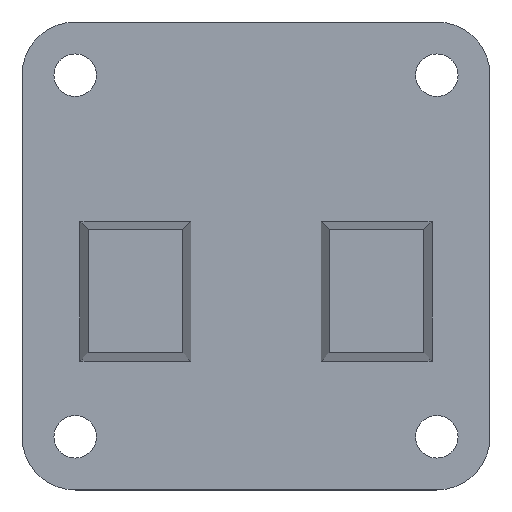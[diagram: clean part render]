
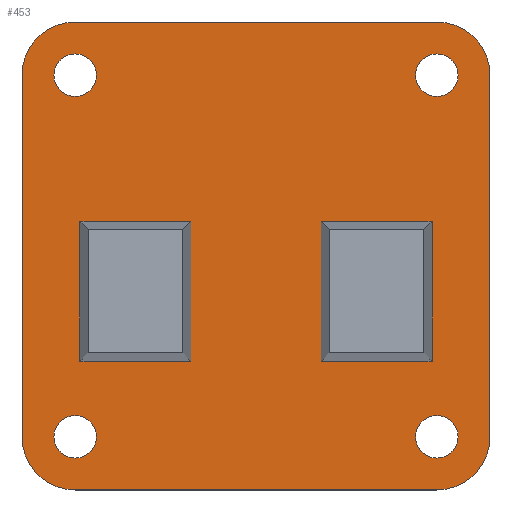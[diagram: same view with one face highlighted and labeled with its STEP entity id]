
A CAD part, top view. The second image highlights one B-rep face of the part: STEP entity #453.
In plain terms, the highlighted planar face has unit normal (0, 0, 1).
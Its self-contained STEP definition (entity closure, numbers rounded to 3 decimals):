
#15=FACE_BOUND('',#96,.T.);
#16=FACE_BOUND('',#97,.T.);
#17=FACE_BOUND('',#98,.T.);
#18=FACE_BOUND('',#99,.T.);
#19=FACE_BOUND('',#100,.T.);
#20=FACE_BOUND('',#101,.T.);
#25=CIRCLE('',#480,1.5);
#27=CIRCLE('',#483,1.5);
#29=CIRCLE('',#486,1.5);
#31=CIRCLE('',#489,1.5);
#34=CIRCLE('',#494,3.75);
#36=CIRCLE('',#498,3.75);
#38=CIRCLE('',#502,3.75);
#40=CIRCLE('',#506,3.75);
#71=FACE_OUTER_BOUND('',#95,.T.);
#95=EDGE_LOOP('',(#383,#384,#385,#386,#387,#388,#389,#390));
#96=EDGE_LOOP('',(#391,#392,#393,#394));
#97=EDGE_LOOP('',(#395,#396,#397,#398));
#98=EDGE_LOOP('',(#399));
#99=EDGE_LOOP('',(#400));
#100=EDGE_LOOP('',(#401));
#101=EDGE_LOOP('',(#402));
#107=LINE('',#639,#151);
#111=LINE('',#647,#155);
#114=LINE('',#653,#158);
#117=LINE('',#658,#161);
#119=LINE('',#664,#163);
#123=LINE('',#672,#167);
#126=LINE('',#678,#170);
#129=LINE('',#683,#173);
#137=LINE('',#717,#181);
#141=LINE('',#729,#185);
#145=LINE('',#741,#189);
#149=LINE('',#753,#193);
#151=VECTOR('',#513,10.);
#155=VECTOR('',#519,10.);
#158=VECTOR('',#524,10.);
#161=VECTOR('',#529,10.);
#163=VECTOR('',#535,10.);
#167=VECTOR('',#541,10.);
#170=VECTOR('',#546,10.);
#173=VECTOR('',#551,10.);
#181=VECTOR('',#587,10.);
#185=VECTOR('',#599,10.);
#189=VECTOR('',#611,10.);
#193=VECTOR('',#623,10.);
#195=VERTEX_POINT('',#637);
#196=VERTEX_POINT('',#638);
#199=VERTEX_POINT('',#646);
#201=VERTEX_POINT('',#652);
#203=VERTEX_POINT('',#662);
#204=VERTEX_POINT('',#663);
#207=VERTEX_POINT('',#671);
#209=VERTEX_POINT('',#677);
#211=VERTEX_POINT('',#687);
#213=VERTEX_POINT('',#693);
#215=VERTEX_POINT('',#699);
#217=VERTEX_POINT('',#705);
#221=VERTEX_POINT('',#714);
#222=VERTEX_POINT('',#716);
#224=VERTEX_POINT('',#722);
#226=VERTEX_POINT('',#728);
#228=VERTEX_POINT('',#734);
#230=VERTEX_POINT('',#740);
#232=VERTEX_POINT('',#746);
#234=VERTEX_POINT('',#752);
#235=EDGE_CURVE('',#195,#196,#107,.T.);
#239=EDGE_CURVE('',#199,#195,#111,.T.);
#242=EDGE_CURVE('',#196,#201,#114,.T.);
#245=EDGE_CURVE('',#201,#199,#117,.T.);
#247=EDGE_CURVE('',#203,#204,#119,.T.);
#251=EDGE_CURVE('',#207,#203,#123,.T.);
#254=EDGE_CURVE('',#204,#209,#126,.T.);
#257=EDGE_CURVE('',#209,#207,#129,.T.);
#259=EDGE_CURVE('',#211,#211,#25,.T.);
#262=EDGE_CURVE('',#213,#213,#27,.T.);
#265=EDGE_CURVE('',#215,#215,#29,.T.);
#268=EDGE_CURVE('',#217,#217,#31,.T.);
#273=EDGE_CURVE('',#222,#221,#137,.T.);
#276=EDGE_CURVE('',#224,#222,#34,.T.);
#279=EDGE_CURVE('',#226,#224,#141,.T.);
#282=EDGE_CURVE('',#228,#226,#36,.T.);
#285=EDGE_CURVE('',#230,#228,#145,.T.);
#288=EDGE_CURVE('',#232,#230,#38,.T.);
#291=EDGE_CURVE('',#234,#232,#149,.T.);
#294=EDGE_CURVE('',#221,#234,#40,.T.);
#383=ORIENTED_EDGE('',*,*,#294,.T.);
#384=ORIENTED_EDGE('',*,*,#291,.T.);
#385=ORIENTED_EDGE('',*,*,#288,.T.);
#386=ORIENTED_EDGE('',*,*,#285,.T.);
#387=ORIENTED_EDGE('',*,*,#282,.T.);
#388=ORIENTED_EDGE('',*,*,#279,.T.);
#389=ORIENTED_EDGE('',*,*,#276,.T.);
#390=ORIENTED_EDGE('',*,*,#273,.T.);
#391=ORIENTED_EDGE('',*,*,#239,.T.);
#392=ORIENTED_EDGE('',*,*,#235,.T.);
#393=ORIENTED_EDGE('',*,*,#242,.T.);
#394=ORIENTED_EDGE('',*,*,#245,.T.);
#395=ORIENTED_EDGE('',*,*,#251,.T.);
#396=ORIENTED_EDGE('',*,*,#247,.T.);
#397=ORIENTED_EDGE('',*,*,#254,.T.);
#398=ORIENTED_EDGE('',*,*,#257,.T.);
#399=ORIENTED_EDGE('',*,*,#268,.T.);
#400=ORIENTED_EDGE('',*,*,#265,.T.);
#401=ORIENTED_EDGE('',*,*,#262,.T.);
#402=ORIENTED_EDGE('',*,*,#259,.T.);
#429=PLANE('',#507);
#453=ADVANCED_FACE('',(#71,#15,#16,#17,#18,#19,#20),#429,.T.);
#480=AXIS2_PLACEMENT_3D('',#688,#557,#558);
#483=AXIS2_PLACEMENT_3D('',#694,#564,#565);
#486=AXIS2_PLACEMENT_3D('',#700,#571,#572);
#489=AXIS2_PLACEMENT_3D('',#706,#578,#579);
#494=AXIS2_PLACEMENT_3D('',#723,#593,#594);
#498=AXIS2_PLACEMENT_3D('',#735,#605,#606);
#502=AXIS2_PLACEMENT_3D('',#747,#617,#618);
#506=AXIS2_PLACEMENT_3D('',#757,#629,#630);
#507=AXIS2_PLACEMENT_3D('',#758,#631,#632);
#513=DIRECTION('',(-1.,0.,0.));
#519=DIRECTION('',(0.,-1.,0.));
#524=DIRECTION('',(0.,1.,0.));
#529=DIRECTION('',(1.,0.,0.));
#535=DIRECTION('',(-1.,0.,0.));
#541=DIRECTION('',(0.,-1.,0.));
#546=DIRECTION('',(0.,1.,0.));
#551=DIRECTION('',(1.,0.,0.));
#557=DIRECTION('center_axis',(0.,0.,-1.));
#558=DIRECTION('ref_axis',(1.,0.,0.));
#564=DIRECTION('center_axis',(0.,0.,-1.));
#565=DIRECTION('ref_axis',(1.,0.,0.));
#571=DIRECTION('center_axis',(0.,0.,-1.));
#572=DIRECTION('ref_axis',(1.,0.,0.));
#578=DIRECTION('center_axis',(0.,0.,-1.));
#579=DIRECTION('ref_axis',(1.,0.,0.));
#587=DIRECTION('',(1.,0.,0.));
#593=DIRECTION('center_axis',(0.,0.,1.));
#594=DIRECTION('ref_axis',(-1.,0.,0.));
#599=DIRECTION('',(0.,-1.,0.));
#605=DIRECTION('center_axis',(0.,0.,1.));
#606=DIRECTION('ref_axis',(0.,1.,0.));
#611=DIRECTION('',(-1.,0.,0.));
#617=DIRECTION('center_axis',(0.,0.,1.));
#618=DIRECTION('ref_axis',(1.,0.,0.));
#623=DIRECTION('',(0.,1.,0.));
#629=DIRECTION('center_axis',(0.,0.,1.));
#630=DIRECTION('ref_axis',(0.,-1.,0.));
#631=DIRECTION('center_axis',(0.,0.,1.));
#632=DIRECTION('ref_axis',(1.,0.,0.));
#637=CARTESIAN_POINT('',(-121.836,69.086,1.5));
#638=CARTESIAN_POINT('',(-129.664,69.086,1.5));
#639=CARTESIAN_POINT('',(-119.5,69.086,1.5));
#646=CARTESIAN_POINT('',(-121.836,78.914,1.5));
#647=CARTESIAN_POINT('',(-121.836,77.75,1.5));
#652=CARTESIAN_POINT('',(-129.664,78.914,1.5));
#653=CARTESIAN_POINT('',(-129.664,72.75,1.5));
#658=CARTESIAN_POINT('',(-123.5,78.914,1.5));
#662=CARTESIAN_POINT('',(-104.836,69.086,1.5));
#663=CARTESIAN_POINT('',(-112.664,69.086,1.5));
#664=CARTESIAN_POINT('',(-111.,69.086,1.5));
#671=CARTESIAN_POINT('',(-104.836,78.914,1.5));
#672=CARTESIAN_POINT('',(-104.836,77.75,1.5));
#677=CARTESIAN_POINT('',(-112.664,78.914,1.5));
#678=CARTESIAN_POINT('',(-112.664,72.75,1.5));
#683=CARTESIAN_POINT('',(-115.,78.914,1.5));
#687=CARTESIAN_POINT('',(-106.,89.25,1.5));
#688=CARTESIAN_POINT('Origin',(-104.5,89.25,1.5));
#693=CARTESIAN_POINT('',(-131.5,89.25,1.5));
#694=CARTESIAN_POINT('Origin',(-130.,89.25,1.5));
#699=CARTESIAN_POINT('',(-131.5,63.75,1.5));
#700=CARTESIAN_POINT('Origin',(-130.,63.75,1.5));
#705=CARTESIAN_POINT('',(-106.,63.75,1.5));
#706=CARTESIAN_POINT('Origin',(-104.5,63.75,1.5));
#714=CARTESIAN_POINT('',(-104.5,60.,1.5));
#716=CARTESIAN_POINT('',(-130.,60.,1.5));
#717=CARTESIAN_POINT('',(-104.5,60.,1.5));
#722=CARTESIAN_POINT('',(-133.75,63.75,1.5));
#723=CARTESIAN_POINT('Origin',(-130.,63.75,1.5));
#728=CARTESIAN_POINT('',(-133.75,89.25,1.5));
#729=CARTESIAN_POINT('',(-133.75,63.75,1.5));
#734=CARTESIAN_POINT('',(-130.,93.,1.5));
#735=CARTESIAN_POINT('Origin',(-130.,89.25,1.5));
#740=CARTESIAN_POINT('',(-104.5,93.,1.5));
#741=CARTESIAN_POINT('',(-130.,93.,1.5));
#746=CARTESIAN_POINT('',(-100.75,89.25,1.5));
#747=CARTESIAN_POINT('Origin',(-104.5,89.25,1.5));
#752=CARTESIAN_POINT('',(-100.75,63.75,1.5));
#753=CARTESIAN_POINT('',(-100.75,89.25,1.5));
#757=CARTESIAN_POINT('Origin',(-104.5,63.75,1.5));
#758=CARTESIAN_POINT('Origin',(-117.25,76.5,1.5));
